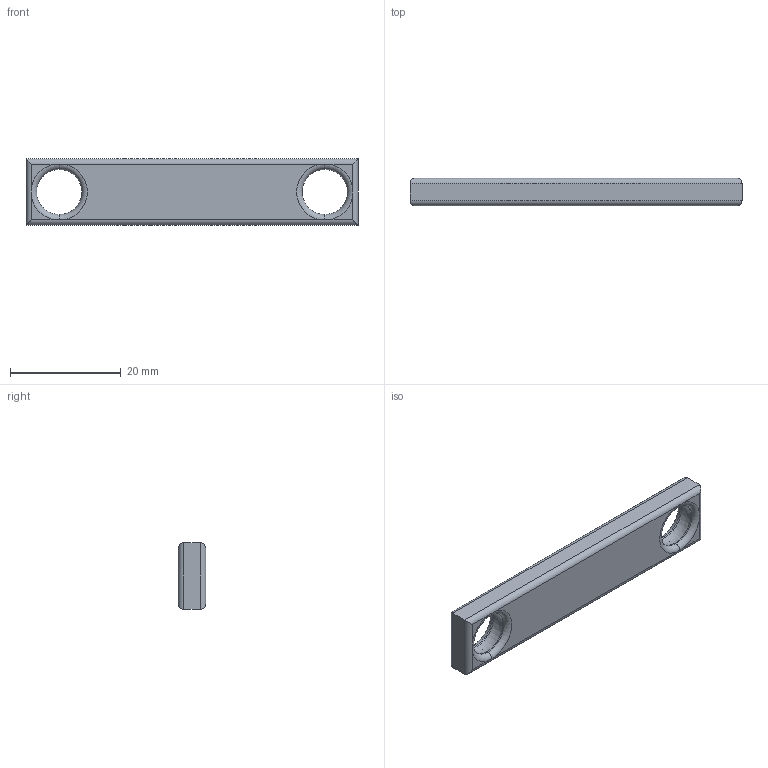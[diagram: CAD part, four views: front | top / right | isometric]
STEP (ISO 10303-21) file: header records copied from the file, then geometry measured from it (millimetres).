
FILE_DESCRIPTION (( 'STEP AP203' ), '1' );
FILE_NAME ('Steering Arm.STEP', '2025-12-09T16:42:52', ( '' ), ( '' ), 'SwSTEP 2.0', 'SolidWorks 2025', '' );
FILE_SCHEMA (( 'CONFIG_CONTROL_DESIGN' ));
Length unit declared in the file: millimetre
Products named in the file (1): Steering Arm
Bounding box: 60 x 5 x 12 mm (x, y, z)
Volume: 2971 mm3; surface area: 2047.1 mm2
Topology: 1 solids, 1 shells, 42 faces, 126 edges, 78 vertices
Faces by surface type: torus 16, plane 14, cylinder 8, sphere 4
Entity records: 1459 total; most frequent: CARTESIAN_POINT 323, ORIENTED_EDGE 232, DIRECTION 230, EDGE_CURVE 116, AXIS2_PLACEMENT_3D 99, VERTEX_POINT 72, CIRCLE 56, EDGE_LOOP 42
